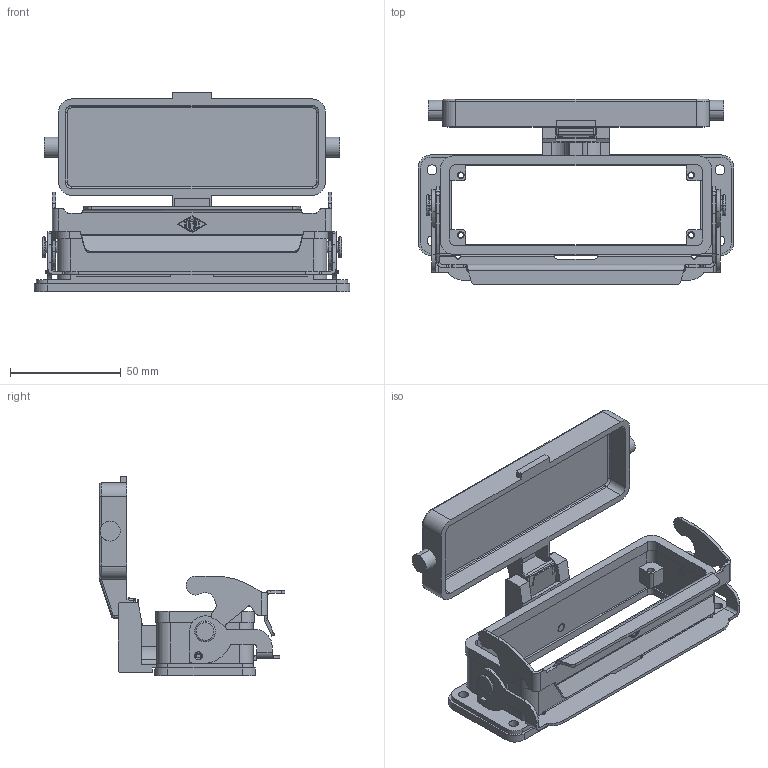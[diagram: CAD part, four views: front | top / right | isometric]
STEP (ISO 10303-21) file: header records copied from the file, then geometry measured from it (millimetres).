
FILE_DESCRIPTION((''),'2;1');
FILE_NAME('CVI 24 LS.stp','2006-12-19T09:44:19',('gembarski'),(''),'Autodesk Inventor 7','Autodesk Inventor 7','');
FILE_SCHEMA(('AUTOMOTIVE_DESIGN { 1 0 10303 214 1 1 1 1 }'));
Length unit declared in the file: millimetre
Products named in the file (1): CVI 24 LS
Bounding box: 142.5 x 83.73 x 90 mm (x, y, z)
Volume: 79160 mm3; surface area: 63544.9 mm2
Topology: 4 solids, 4 shells, 594 faces, 1618 edges, 1056 vertices
Faces by surface type: plane 226, cylinder 205, bspline 147, torus 10, cone 4, sphere 2
Entity records: 21905 total; most frequent: CARTESIAN_POINT 6893, ORIENTED_EDGE 3222, DIRECTION 3033, EDGE_CURVE 1611, VERTEX_POINT 1056, AXIS2_PLACEMENT_3D 1020, VECTOR 993, LINE 993
